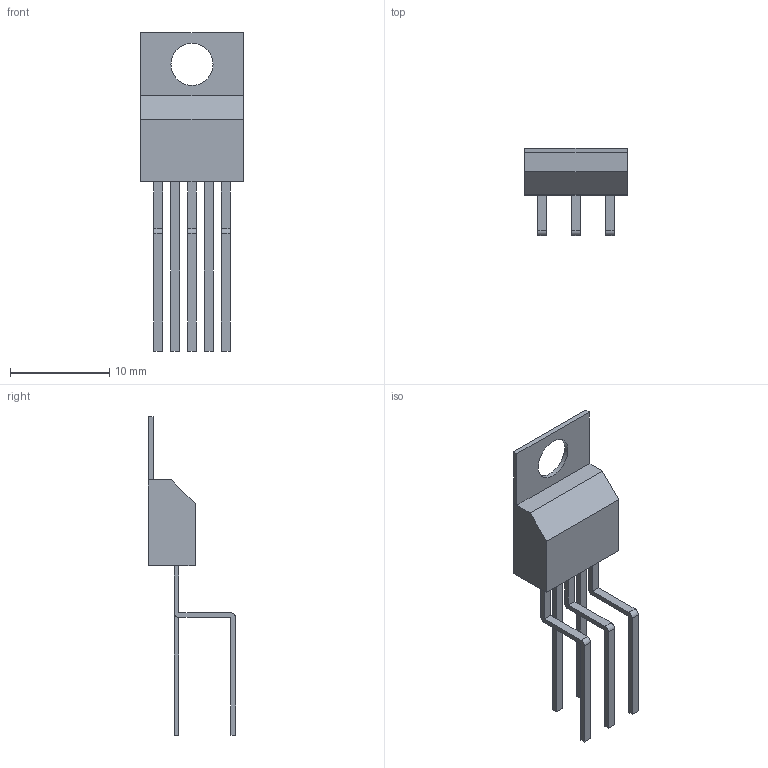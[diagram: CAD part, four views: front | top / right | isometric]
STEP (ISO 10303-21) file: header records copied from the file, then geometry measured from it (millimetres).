
FILE_DESCRIPTION(('FreeCAD Model'),'2;1');
FILE_NAME('588658.2.4.stp','2020-07-08T11:18:23',( 'Author'),(''),'Open CASCADE STEP processor 6.9','FreeCAD','Unknown' );
FILE_SCHEMA(('AUTOMOTIVE_DESIGN { 1 0 10303 214 1 1 1 1 }'));
Length unit declared in the file: millimetre
Products named in the file (5): ASSEMBLY; Tab; Body; StraightPinsArray; BentPinsArray
Assembly tree (4 placements, depth 2):
  ASSEMBLY
    Tab
    Body
    StraightPinsArray
    BentPinsArray
Bounding box: 10.29 x 8.78 x 32.03 mm (x, y, z)
Volume: 457.3 mm3; surface area: 743.7 mm2
Topology: 7 solids, 7 shells, 62 faces, 144 edges, 96 vertices
Faces by surface type: plane 55, cylinder 7
Full cylindrical faces by diameter (mm): 4.233 x1
Entity records: 3775 total; most frequent: CARTESIAN_POINT 649, DIRECTION 566, LINE 398, VECTOR 398, ORIENTED_EDGE 288, PCURVE 288, DEFINITIONAL_REPRESENTATION 288, EDGE_CURVE 144
